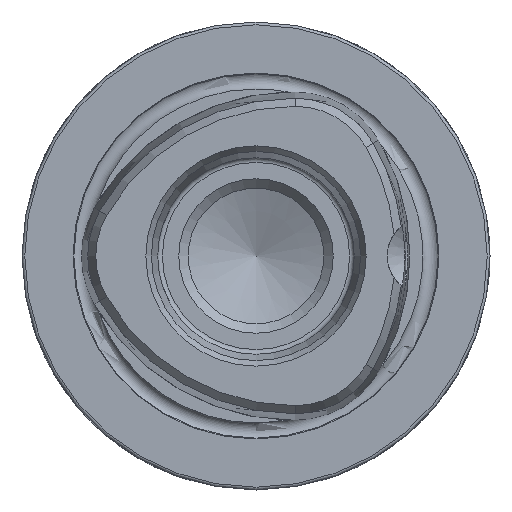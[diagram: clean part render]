
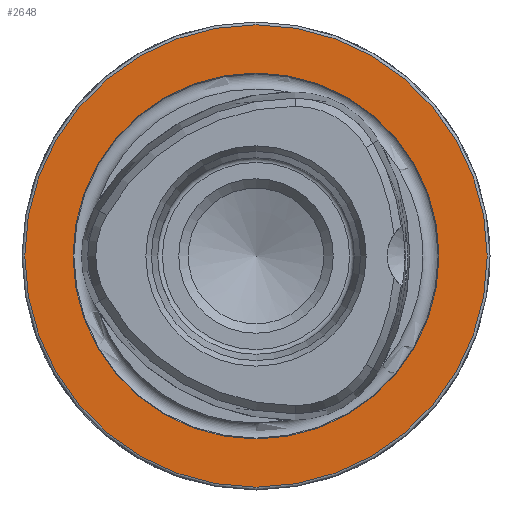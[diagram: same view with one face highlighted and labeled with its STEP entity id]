
A CAD part, left-side view. The second image highlights one B-rep face of the part: STEP entity #2648.
In plain terms, the highlighted planar face has unit normal (-1, 0, 0).
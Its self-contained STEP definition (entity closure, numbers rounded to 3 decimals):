
#265 = CIRCLE ( 'NONE', #2213, 24.7 ) ;
#322 = VERTEX_POINT ( 'NONE', #1817 ) ;
#423 = VERTEX_POINT ( 'NONE', #1589 ) ;
#434 = CARTESIAN_POINT ( 'NONE',  ( 0., 0., 0. ) ) ;
#670 = FACE_BOUND ( 'NONE', #1802, .T. ) ;
#704 = DIRECTION ( 'NONE',  ( 0., 0., 1. ) ) ;
#773 = EDGE_LOOP ( 'NONE', ( #2592 ) ) ;
#1101 = DIRECTION ( 'NONE',  ( -1., 0., 0. ) ) ;
#1336 = DIRECTION ( 'NONE',  ( 0., 0., 1. ) ) ;
#1358 = CARTESIAN_POINT ( 'NONE',  ( 0., 0., 0. ) ) ;
#1398 = AXIS2_PLACEMENT_3D ( 'NONE', #434, #1101, #1336 ) ;
#1421 = AXIS2_PLACEMENT_3D ( 'NONE', #1454, #2126, #2548 ) ;
#1454 = CARTESIAN_POINT ( 'NONE',  ( 0., 19.55, 0. ) ) ;
#1589 = CARTESIAN_POINT ( 'NONE',  ( 0., 0., 19.55 ) ) ;
#1673 = PLANE ( 'NONE',  #1421 ) ;
#1752 = EDGE_CURVE ( 'NONE', #423, #423, #1762, .T. ) ;
#1762 = CIRCLE ( 'NONE', #1398, 19.55 ) ;
#1802 = EDGE_LOOP ( 'NONE', ( #1840 ) ) ;
#1817 = CARTESIAN_POINT ( 'NONE',  ( 0., 0., 24.7 ) ) ;
#1840 = ORIENTED_EDGE ( 'NONE', *, *, #1752, .F. ) ;
#1880 = EDGE_CURVE ( 'NONE', #322, #322, #265, .T. ) ;
#1994 = FACE_OUTER_BOUND ( 'NONE', #773, .T. ) ;
#2017 = DIRECTION ( 'NONE',  ( -1., 0., 0. ) ) ;
#2126 = DIRECTION ( 'NONE',  ( 1., 0., 0. ) ) ;
#2213 = AXIS2_PLACEMENT_3D ( 'NONE', #1358, #2017, #704 ) ;
#2548 = DIRECTION ( 'NONE',  ( 0., 0., -1. ) ) ;
#2592 = ORIENTED_EDGE ( 'NONE', *, *, #1880, .T. ) ;
#2648 = ADVANCED_FACE ( 'NONE', ( #670, #1994 ), #1673, .F. ) ;
